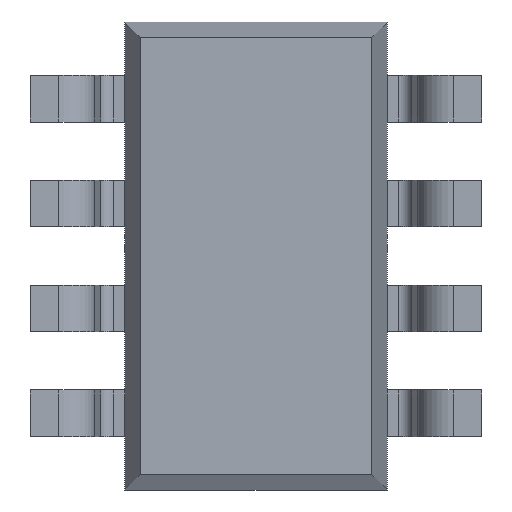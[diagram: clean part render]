
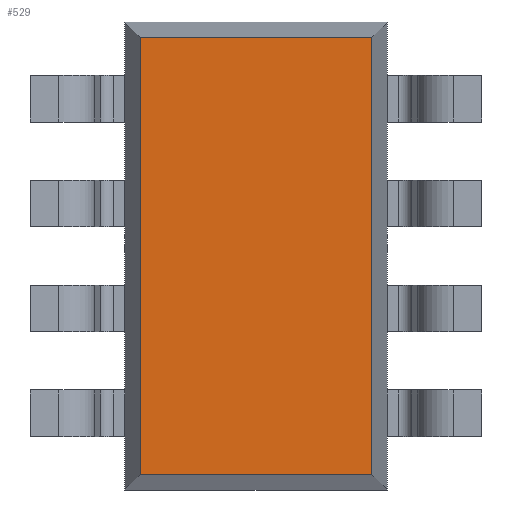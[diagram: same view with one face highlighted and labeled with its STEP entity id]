
A CAD part, front view. The second image highlights one B-rep face of the part: STEP entity #529.
In plain terms, the highlighted planar face has unit normal (0, -1, 0).
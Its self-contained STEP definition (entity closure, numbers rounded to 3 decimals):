
#25 = AXIS2_PLACEMENT_3D ( 'NONE', #1430, #1802, #297 ) ;
#216 = CARTESIAN_POINT ( 'NONE',  ( -0.717, 0.1, -1.354 ) ) ;
#297 = DIRECTION ( 'NONE',  ( 0., 0., -1. ) ) ;
#427 = DIRECTION ( 'NONE',  ( -1., 0., 0. ) ) ;
#529 = ADVANCED_FACE ( 'NONE', ( #3669 ), #3935, .T. ) ;
#593 = VECTOR ( 'NONE', #1996, 1000. ) ;
#608 = VECTOR ( 'NONE', #1617, 1000. ) ;
#630 = CARTESIAN_POINT ( 'NONE',  ( -0.812, 0.1, -1.354 ) ) ;
#679 = CARTESIAN_POINT ( 'NONE',  ( 0.717, 0.1, 1.354 ) ) ;
#1004 = VECTOR ( 'NONE', #3931, 1000. ) ;
#1179 = VERTEX_POINT ( 'NONE', #679 ) ;
#1206 = EDGE_CURVE ( 'NONE', #2134, #1179, #2849, .T. ) ;
#1224 = EDGE_LOOP ( 'NONE', ( #1753, #1683, #1352, #2721 ) ) ;
#1352 = ORIENTED_EDGE ( 'NONE', *, *, #3129, .F. ) ;
#1377 = CARTESIAN_POINT ( 'NONE',  ( 0.717, 0.1, 1.45 ) ) ;
#1430 = CARTESIAN_POINT ( 'NONE',  ( 0., 0.1, 0. ) ) ;
#1617 = DIRECTION ( 'NONE',  ( 1., 0., 0. ) ) ;
#1683 = ORIENTED_EDGE ( 'NONE', *, *, #1206, .F. ) ;
#1721 = LINE ( 'NONE', #2948, #1004 ) ;
#1753 = ORIENTED_EDGE ( 'NONE', *, *, #2143, .F. ) ;
#1802 = DIRECTION ( 'NONE',  ( 0., -1., 0. ) ) ;
#1996 = DIRECTION ( 'NONE',  ( 0., 0., -1. ) ) ;
#2124 = VERTEX_POINT ( 'NONE', #3465 ) ;
#2126 = LINE ( 'NONE', #630, #3835 ) ;
#2134 = VERTEX_POINT ( 'NONE', #2923 ) ;
#2143 = EDGE_CURVE ( 'NONE', #1179, #2124, #3210, .T. ) ;
#2205 = VERTEX_POINT ( 'NONE', #216 ) ;
#2364 = EDGE_CURVE ( 'NONE', #2124, #2205, #2126, .T. ) ;
#2721 = ORIENTED_EDGE ( 'NONE', *, *, #2364, .F. ) ;
#2849 = LINE ( 'NONE', #3716, #608 ) ;
#2923 = CARTESIAN_POINT ( 'NONE',  ( -0.717, 0.1, 1.354 ) ) ;
#2948 = CARTESIAN_POINT ( 'NONE',  ( -0.717, 0.1, 1.45 ) ) ;
#3129 = EDGE_CURVE ( 'NONE', #2205, #2134, #1721, .T. ) ;
#3210 = LINE ( 'NONE', #1377, #593 ) ;
#3465 = CARTESIAN_POINT ( 'NONE',  ( 0.717, 0.1, -1.354 ) ) ;
#3669 = FACE_OUTER_BOUND ( 'NONE', #1224, .T. ) ;
#3716 = CARTESIAN_POINT ( 'NONE',  ( -0.812, 0.1, 1.354 ) ) ;
#3835 = VECTOR ( 'NONE', #427, 1000. ) ;
#3931 = DIRECTION ( 'NONE',  ( 0., 0., 1. ) ) ;
#3935 = PLANE ( 'NONE',  #25 ) ;
